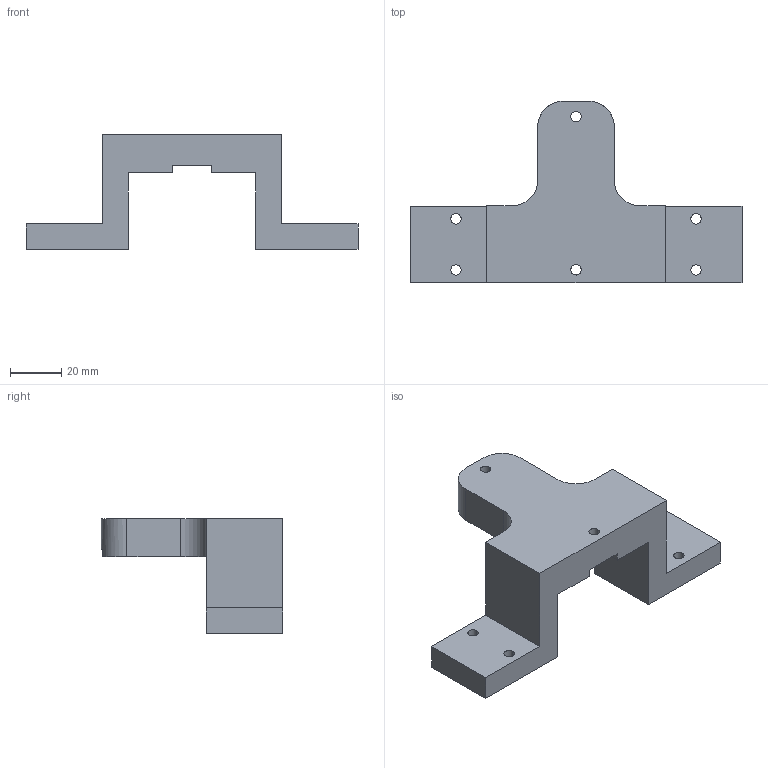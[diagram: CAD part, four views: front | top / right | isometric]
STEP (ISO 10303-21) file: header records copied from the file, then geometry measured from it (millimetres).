
FILE_DESCRIPTION (( 'STEP AP203' ), '1' );
FILE_NAME ('pivot_Default_sldprt.STEP', '2021-12-16T05:30:04', ( '' ), ( '' ), 'SwSTEP 2.0', 'SolidWorks 2020', '' );
FILE_SCHEMA (( 'CONFIG_CONTROL_DESIGN' ));
Length unit declared in the file: millimetre
Products named in the file (1): pivot_Default_sldprt
Bounding box: 130 x 71 x 45 mm (x, y, z)
Volume: 81805.6 mm3; surface area: 21228.9 mm2
Topology: 1 solids, 1 shells, 38 faces, 106 edges, 70 vertices
Faces by surface type: plane 22, cylinder 16
Entity records: 1329 total; most frequent: DIRECTION 218, CARTESIAN_POINT 215, ORIENTED_EDGE 212, EDGE_CURVE 106, AXIS2_PLACEMENT_3D 73, LINE 72, VECTOR 72, VERTEX_POINT 70
